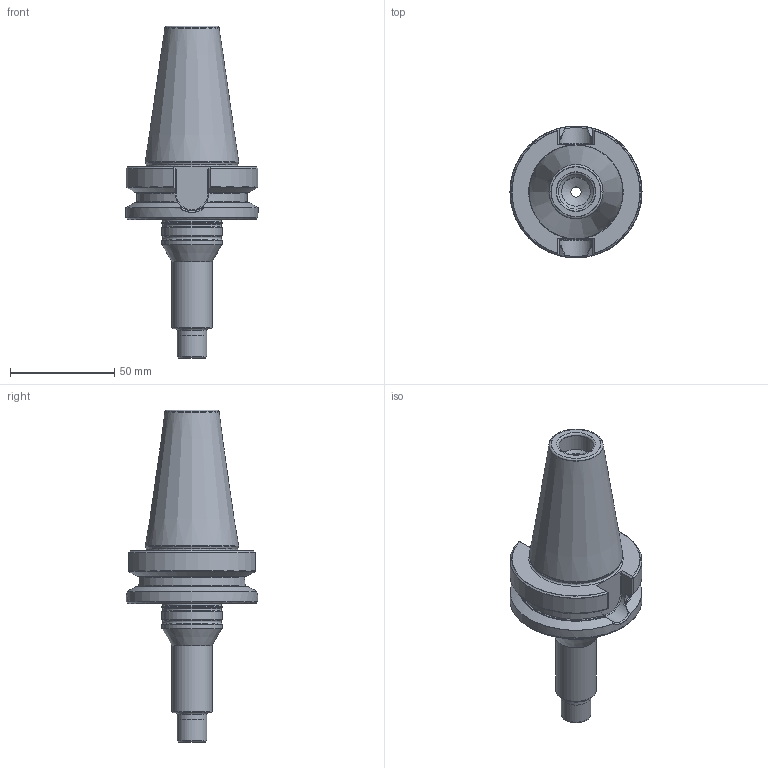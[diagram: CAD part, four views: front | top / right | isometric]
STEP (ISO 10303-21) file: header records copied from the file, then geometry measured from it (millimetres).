
FILE_DESCRIPTION(/* description */ (''),/* implementation_level */ '2;1');
FILE_NAME(/* name */ '414011150.stp',/* time_stamp */ '2021-01-08T12:37:27',/* author */ ('LRA'),/* organization */ ('REGO-FIX'),/* preprocessor_version */ ' Unknown',/* originating_system */ 'SIEMENS PLM Software Solid Edge ST10',/* authorization */ 'Unknown');
FILE_SCHEMA (('AUTOMOTIVE_DESIGN { 1 0 10303 214 2 1 1}'));
Length unit declared in the file: millimetre
Products named in the file (1): NOCUT
Bounding box: 63.3 x 63.3 x 159.2 mm (x, y, z)
Volume: 280989.4 mm3; surface area: 56403.7 mm2
Topology: 2 solids, 2 shells, 194 faces, 476 edges, 291 vertices
Faces by surface type: plane 73, cone 46, cylinder 43, torus 28, bspline 4
Full cylindrical faces by diameter (mm): 4.917 x2, 7.5 x2, 13.834 x2, 13.835 x2, 14 x2, 14.3 x1, 16.7 x1, 17 x1, 19 x1, 19.3 x1, 28.5 x3, 28.8 x3, 63 x1, 63.3 x1
Entity records: 6805 total; most frequent: CARTESIAN_POINT 1292, DIRECTION 860, ORIENTED_EDGE 776, EDGE_CURVE 388, AXIS2_PLACEMENT_3D 366, VERTEX_POINT 276, EDGE_LOOP 276, FACE_BOUND 276
